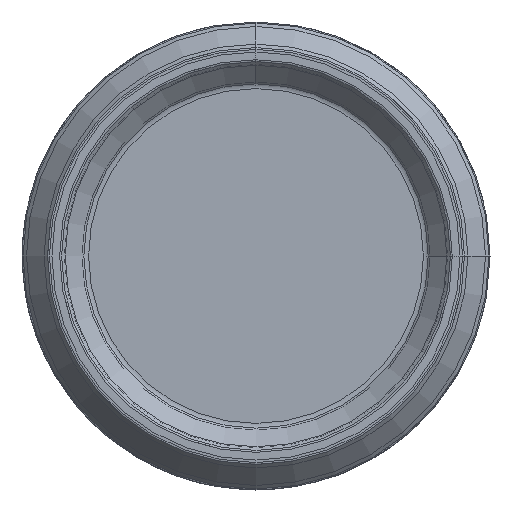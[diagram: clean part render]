
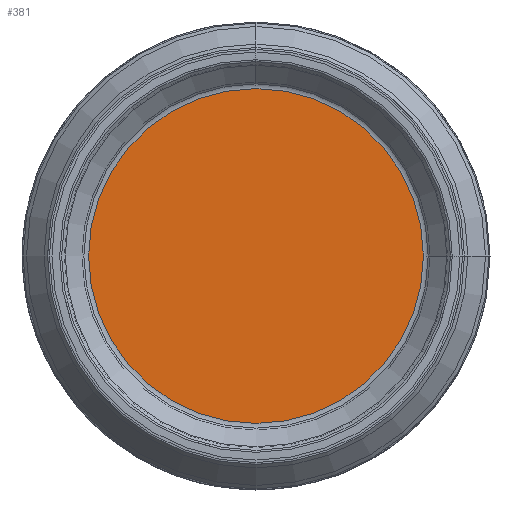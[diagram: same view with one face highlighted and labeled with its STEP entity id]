
A CAD part, left-side view. The second image highlights one B-rep face of the part: STEP entity #381.
In plain terms, the highlighted planar face has unit normal (-1, 0, 0).
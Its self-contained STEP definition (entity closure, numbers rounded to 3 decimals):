
#57=PLANE('',#1240);
#381=ADVANCED_FACE('',(#473),#57,.F.);
#473=FACE_OUTER_BOUND('',#541,.T.);
#541=EDGE_LOOP('',(#869));
#624=CIRCLE('',#1239,50.384);
#869=ORIENTED_EDGE('',*,*,#1080,.T.);
#952=VERTEX_POINT('',#2328);
#1080=EDGE_CURVE('',#952,#952,#624,.T.);
#1239=AXIS2_PLACEMENT_3D('',#2327,#1540,#1541);
#1240=AXIS2_PLACEMENT_3D('',#2329,#1542,#1543);
#1540=DIRECTION('',(-1.,0.,0.));
#1541=DIRECTION('',(0.,0.,1.));
#1542=DIRECTION('',(1.,0.,0.));
#1543=DIRECTION('',(0.,0.,-1.));
#2327=CARTESIAN_POINT('',(7.,0.,0.));
#2328=CARTESIAN_POINT('',(7.,0.,50.384));
#2329=CARTESIAN_POINT('',(7.,32.,0.));
